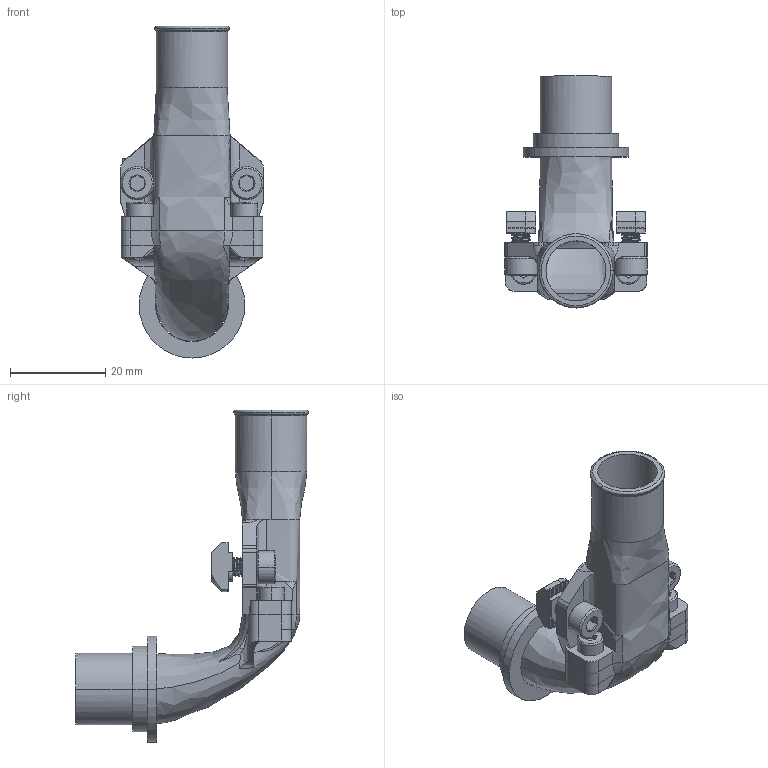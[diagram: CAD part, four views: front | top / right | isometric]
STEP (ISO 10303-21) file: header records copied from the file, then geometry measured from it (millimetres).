
FILE_DESCRIPTION (( 'STEP AP214' ), '1' );
FILE_NAME ('CPAP tube mount.STEP', '2024-02-01T13:34:30', ( '' ), ( '' ), 'SwSTEP 2.0', 'SolidWorks 2022', '' );
FILE_SCHEMA (( 'AUTOMOTIVE_DESIGN' ));
Length unit declared in the file: millimetre
Products named in the file (12): M4 T-Nut for 2020 extrusion^M4 T nut_1_Hardware_CPAP tube mount; CPAP tube mount; M4 8mm Socket Head^Hardware_CPAP tube mount; Cap^CPAP tube mount; hex nut style 1 gradeab_iso_ISO - 4032 - M3 - D - N; Hardware^CPAP tube mount; Upper Cpap body^CPAP tube mount; M4 T-Nut for 2020 extrusion^M4 T nut_Hardware_CPAP tube mount; lowerCpapBody; M4 T nut^Hardware_CPAP tube mount; socket head cap screw_din_DIN 912 M3 x 8 --- 8N; M4 T nut_1^Hardware_CPAP tube mount
Assembly tree (14 placements, depth 4):
  CPAP tube mount
    Hardware^CPAP tube mount
      M4 T nut^Hardware_CPAP tube mount
        M4 T-Nut for 2020 extrusion^M4 T nut_Hardware_CPAP tube mount
      M4 T nut_1^Hardware_CPAP tube mount
        M4 T-Nut for 2020 extrusion^M4 T nut_1_Hardware_CPAP tube mount
      M4 8mm Socket Head^Hardware_CPAP tube mount  x2
    Upper Cpap body^CPAP tube mount
    lowerCpapBody
    Cap^CPAP tube mount
    hex nut style 1 gradeab_iso_ISO - 4032 - M3 - D - N  x2
    socket head cap screw_din_DIN 912 M3 x 8 --- 8N  x2
Bounding box: 30 x 48.8 x 69.7 mm (x, y, z)
Volume: 7967.5 mm3; surface area: 12277.1 mm2
Topology: 11 solids, 11 shells, 618 faces, 1631 edges, 1037 vertices
Faces by surface type: cylinder 288, plane 191, cone 76, bspline 49, torus 14
Entity records: 34683 total; most frequent: CARTESIAN_POINT 22906, ORIENTED_EDGE 2624, DIRECTION 2036, EDGE_CURVE 1312, VERTEX_POINT 845, AXIS2_PLACEMENT_3D 746, LINE 544, VECTOR 544
